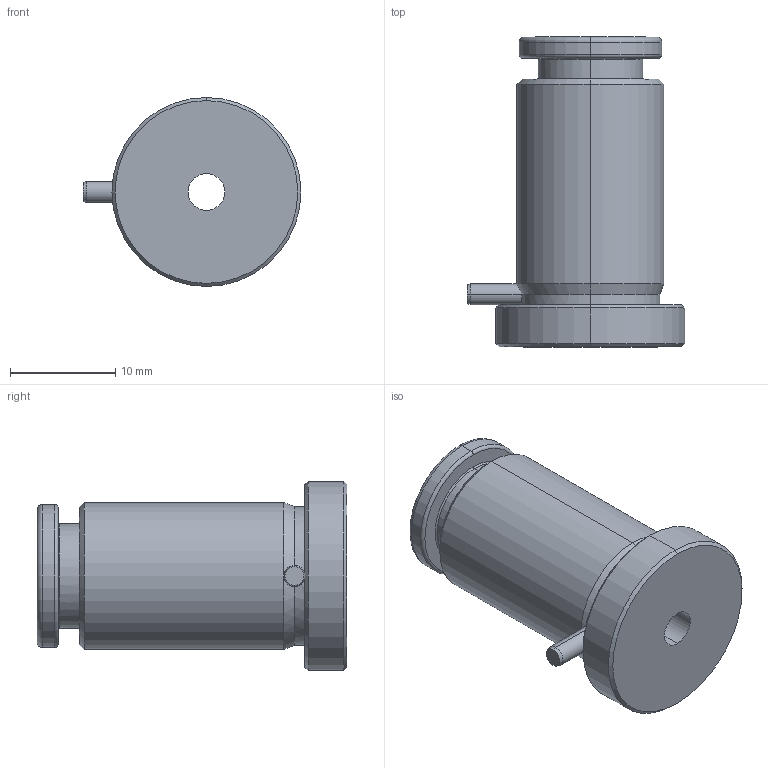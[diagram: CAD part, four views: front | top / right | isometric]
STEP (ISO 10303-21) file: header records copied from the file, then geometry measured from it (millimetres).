
FILE_DESCRIPTION (( 'STEP AP214' ), '1' );
FILE_NAME ('BA061418.STEP', '2013-06-20T10:57:10', ( '' ), ( '' ), 'SwSTEP 2.0', 'SolidWorks 2011', '' );
FILE_SCHEMA (( 'AUTOMOTIVE_DESIGN' ));
Length unit declared in the file: millimetre
Products named in the file (6): Parallel Pin Unhardened_DIN_Parallel Pin ISO 2338 - 2 h6 x 10 - St; 1Casq_pulsador-6L_Pulsador_06; 1muelle06-comp BA; 1bola238; BA061418; 9BA061418_9BA.061418
Assembly tree (10 placements, depth 2):
  BA061418
    1muelle06-comp BA
    1bola238  x6
    Parallel Pin Unhardened_DIN_Parallel Pin ISO 2338 - 2 h6 x 10 - St
    1Casq_pulsador-6L_Pulsador_06
    9BA061418_9BA.061418
Bounding box: 20.75 x 29.5 x 18 mm (x, y, z)
Volume: 3647.6 mm3; surface area: 4109.3 mm2
Topology: 10 solids, 10 shells, 160 faces, 409 edges, 251 vertices
Faces by surface type: cylinder 60, cone 49, torus 21, plane 16, sphere 12, bspline 2
Entity records: 6377 total; most frequent: CARTESIAN_POINT 2605, DIRECTION 763, ORIENTED_EDGE 738, EDGE_CURVE 369, AXIS2_PLACEMENT_3D 335, VERTEX_POINT 223, CIRCLE 174, EDGE_LOOP 166
